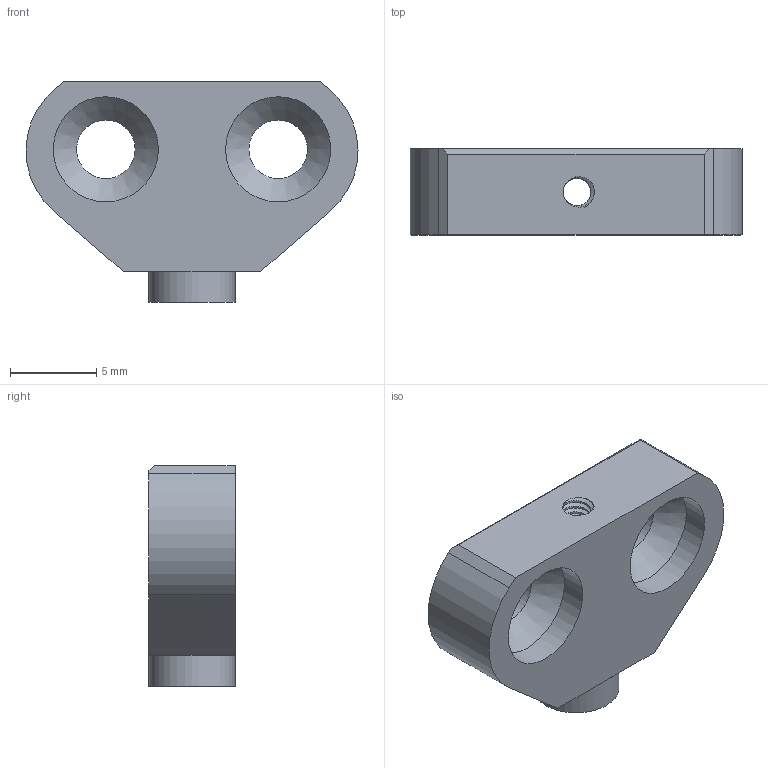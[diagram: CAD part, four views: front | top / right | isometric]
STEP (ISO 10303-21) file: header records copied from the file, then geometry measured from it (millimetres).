
FILE_DESCRIPTION(('FreeCAD Model'),'2;1');
FILE_NAME('Open CASCADE Shape Model','2023-10-19T19:07:06',(''),(''), 'Open CASCADE STEP processor 7.6','FreeCAD','Unknown');
FILE_SCHEMA(('AUTOMOTIVE_DESIGN { 1 0 10303 214 1 1 1 1 }'));
Length unit declared in the file: millimetre
Products named in the file (1): Pocket053032687
Bounding box: 19.27 x 5 x 12.8 mm (x, y, z)
Volume: 716 mm3; surface area: 828.2 mm2
Topology: 1 solids, 1 shells, 153 faces, 319 edges, 168 vertices
Faces by surface type: bspline 99, cylinder 40, plane 11, cone 3
Full cylindrical faces by diameter (mm): 1.619 x31, 3.4 x2, 5 x1, 6.1 x2
Entity records: 27485 total; most frequent: CARTESIAN_POINT 22218, ORIENTED_EDGE 638, PCURVE 638, DEFINITIONAL_REPRESENTATION 638, B_SPLINE_CURVE_WITH_KNOTS 566, DIRECTION 512, LINE 356, VECTOR 356
